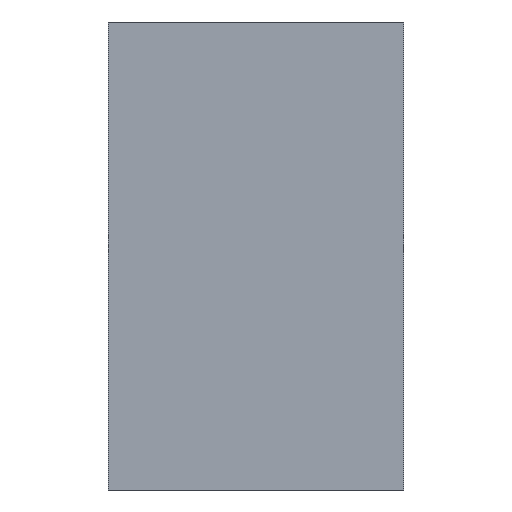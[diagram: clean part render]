
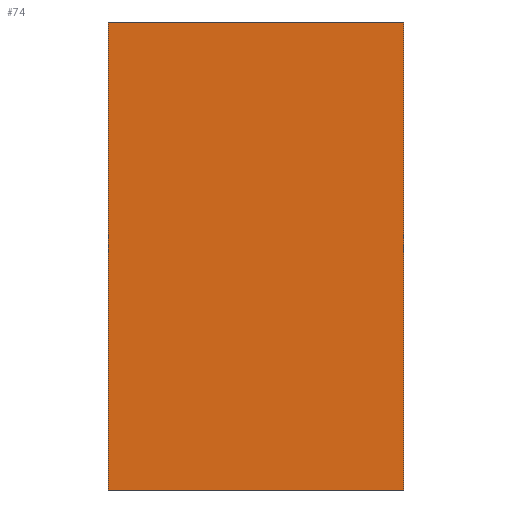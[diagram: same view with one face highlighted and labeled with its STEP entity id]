
A CAD part, left-side view. The second image highlights one B-rep face of the part: STEP entity #74.
In plain terms, the highlighted planar face has unit normal (-1, 0, 0).
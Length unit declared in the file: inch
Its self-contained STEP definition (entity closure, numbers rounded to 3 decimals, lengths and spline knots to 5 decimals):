
#48 = VECTOR ( 'NONE', #474, 39.37008 ) ;
#74 = ADVANCED_FACE ( 'NONE', ( #954 ), #1002, .F. ) ;
#127 = VECTOR ( 'NONE', #820, 39.37008 ) ;
#160 = CARTESIAN_POINT ( 'NONE',  ( -0.02, 0., 0.0095 ) ) ;
#280 = DIRECTION ( 'NONE',  ( 1., 0., 0. ) ) ;
#322 = CARTESIAN_POINT ( 'NONE',  ( -0.02, 0.006, 0.0095 ) ) ;
#389 = CARTESIAN_POINT ( 'NONE',  ( -0.02, 0., 0.0095 ) ) ;
#421 = EDGE_CURVE ( 'NONE', #557, #2041, #1564, .T. ) ;
#474 = DIRECTION ( 'NONE',  ( 0., -1., 0. ) ) ;
#478 = DIRECTION ( 'NONE',  ( 0., 0., -1. ) ) ;
#523 = LINE ( 'NONE', #322, #2270 ) ;
#530 = ORIENTED_EDGE ( 'NONE', *, *, #1379, .F. ) ;
#557 = VERTEX_POINT ( 'NONE', #1170 ) ;
#725 = DIRECTION ( 'NONE',  ( 0., -1., 0. ) ) ;
#775 = EDGE_LOOP ( 'NONE', ( #1651, #530, #1497, #837 ) ) ;
#820 = DIRECTION ( 'NONE',  ( 0., 0., -1. ) ) ;
#837 = ORIENTED_EDGE ( 'NONE', *, *, #1110, .T. ) ;
#888 = VERTEX_POINT ( 'NONE', #2090 ) ;
#899 = DIRECTION ( 'NONE',  ( 0., 0., -1. ) ) ;
#954 = FACE_OUTER_BOUND ( 'NONE', #775, .T. ) ;
#972 = VERTEX_POINT ( 'NONE', #1337 ) ;
#1002 = PLANE ( 'NONE',  #1171 ) ;
#1038 = CARTESIAN_POINT ( 'NONE',  ( -0.02, -0.006, 0.0095 ) ) ;
#1064 = CARTESIAN_POINT ( 'NONE',  ( -0.02, -0.006, -0.0095 ) ) ;
#1110 = EDGE_CURVE ( 'NONE', #972, #557, #523, .T. ) ;
#1142 = EDGE_CURVE ( 'NONE', #972, #888, #2133, .T. ) ;
#1170 = CARTESIAN_POINT ( 'NONE',  ( -0.02, 0.006, -0.0095 ) ) ;
#1171 = AXIS2_PLACEMENT_3D ( 'NONE', #389, #280, #899 ) ;
#1242 = VECTOR ( 'NONE', #725, 39.37008 ) ;
#1337 = CARTESIAN_POINT ( 'NONE',  ( -0.02, 0.006, 0.0095 ) ) ;
#1379 = EDGE_CURVE ( 'NONE', #888, #2041, #2073, .T. ) ;
#1497 = ORIENTED_EDGE ( 'NONE', *, *, #1142, .F. ) ;
#1564 = LINE ( 'NONE', #2030, #48 ) ;
#1651 = ORIENTED_EDGE ( 'NONE', *, *, #421, .T. ) ;
#2030 = CARTESIAN_POINT ( 'NONE',  ( -0.02, 0., -0.0095 ) ) ;
#2041 = VERTEX_POINT ( 'NONE', #1064 ) ;
#2073 = LINE ( 'NONE', #1038, #127 ) ;
#2090 = CARTESIAN_POINT ( 'NONE',  ( -0.02, -0.006, 0.0095 ) ) ;
#2133 = LINE ( 'NONE', #160, #1242 ) ;
#2270 = VECTOR ( 'NONE', #478, 39.37008 ) ;
